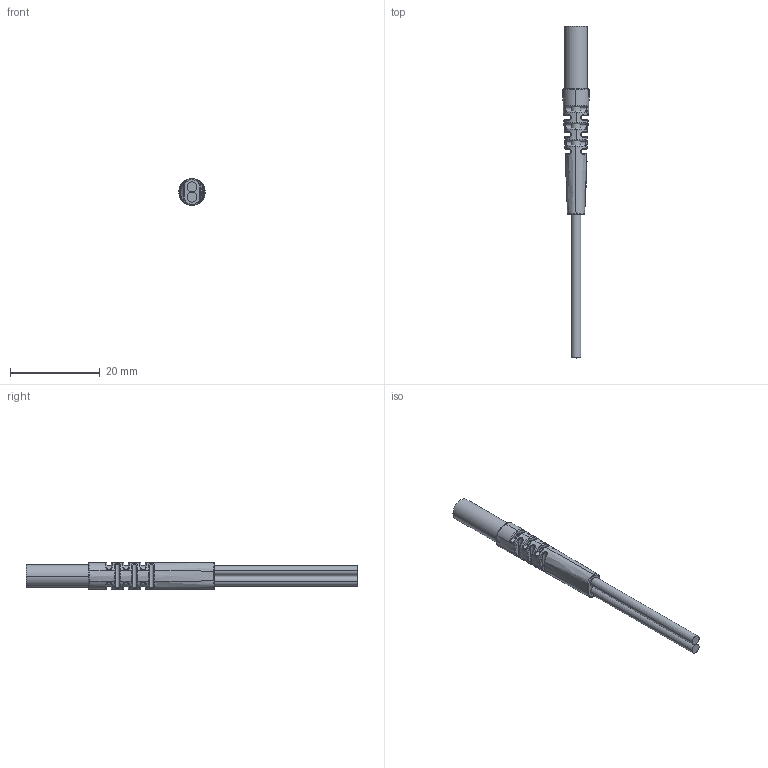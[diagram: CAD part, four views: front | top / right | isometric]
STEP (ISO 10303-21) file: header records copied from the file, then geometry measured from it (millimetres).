
FILE_DESCRIPTION((''),'2;1');
FILE_NAME('PRC5Y10Q_ASM','2020-06-05T15:51:53',('Administrator'),(''),'CREO PARAMETRIC BY PTC INC, 2018400','CREO PARAMETRIC BY PTC INC, 2018400','');
FILE_SCHEMA(('AUTOMOTIVE_DESIGN { 1 0 10303 214 1 1 1 1 }'));
Length unit declared in the file: millimetre
Products named in the file (5): 5MM-17_; 22-XIAN__; PRM6___; 22XIAN___ASM; PRC5Y10Q_ASM
Assembly tree (4 placements, depth 3):
  PRC5Y10Q_ASM
    5MM-17_
    22XIAN___ASM
      22-XIAN__
      PRM6___
Bounding box: 5.98 x 74 x 6 mm (x, y, z)
Volume: 979.5 mm3; surface area: 2271.7 mm2
Topology: 4 solids, 4 shells, 246 faces, 606 edges, 372 vertices
Faces by surface type: bspline 130, extrusion 46, plane 38, cylinder 32
Entity records: 17703 total; most frequent: CARTESIAN_POINT 10962, ORIENTED_EDGE 1212, EDGE_CURVE 606, PRESENTATION_STYLE_ASSIGNMENT 591, STYLED_ITEM 591, CURVE_STYLE 588, DIRECTION 583, B_SPLINE_CURVE_WITH_KNOTS 413
